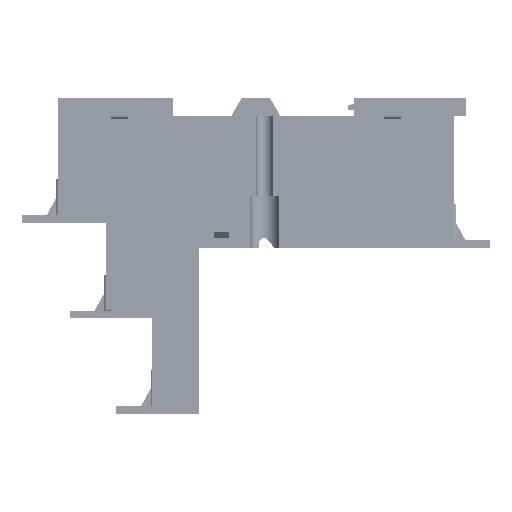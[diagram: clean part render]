
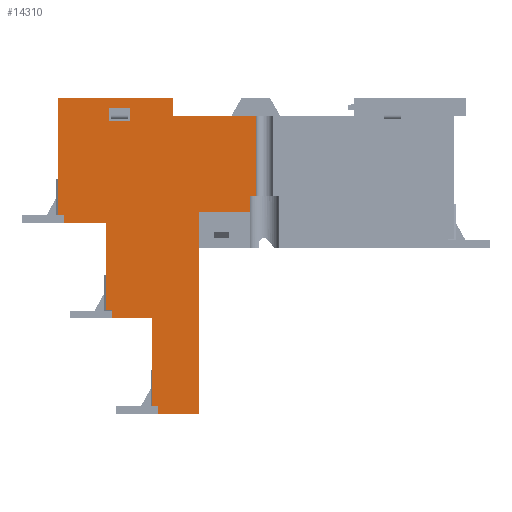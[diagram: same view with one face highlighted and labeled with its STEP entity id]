
A CAD part, front view. The second image highlights one B-rep face of the part: STEP entity #14310.
In plain terms, the highlighted planar face has unit normal (0, -1, 0).
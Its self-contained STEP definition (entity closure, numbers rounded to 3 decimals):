
#234=DIRECTION('',(-1.,0.,0.));
#235=VECTOR('',#234,8.1);
#236=CARTESIAN_POINT('',(9.3,0.,-24.3));
#237=LINE('',#236,#235);
#2168=DIRECTION('',(0.,0.,-1.));
#2169=VECTOR('',#2168,3.);
#2170=CARTESIAN_POINT('',(37.35,0.,-19.1));
#2171=LINE('',#2170,#2169);
#2188=DIRECTION('',(-1.,0.,0.));
#2189=VECTOR('',#2188,4.);
#2190=CARTESIAN_POINT('',(14.,0.,-2.));
#2191=LINE('',#2190,#2189);
#2200=DIRECTION('',(0.,0.,1.));
#2201=VECTOR('',#2200,2.5);
#2202=CARTESIAN_POINT('',(14.,0.,-4.5));
#2203=LINE('',#2202,#2201);
#2272=DIRECTION('',(1.,0.,0.));
#2273=VECTOR('',#2272,4.);
#2274=CARTESIAN_POINT('',(10.,0.,-4.5));
#2275=LINE('',#2274,#2273);
#2328=DIRECTION('',(0.,0.,-1.));
#2329=VECTOR('',#2328,2.5);
#2330=CARTESIAN_POINT('',(10.,0.,-2.));
#2331=LINE('',#2330,#2329);
#3330=DIRECTION('',(-1.,0.,0.));
#3331=VECTOR('',#3330,7.8);
#3332=CARTESIAN_POINT('',(18.3,0.,-42.9));
#3333=LINE('',#3332,#3331);
#3608=DIRECTION('',(0.,0.,1.));
#3609=VECTOR('',#3608,17.);
#3610=CARTESIAN_POINT('',(18.3,0.,-59.9));
#3611=LINE('',#3610,#3609);
#3636=DIRECTION('',(-1.,0.,0.));
#3637=VECTOR('',#3636,1.2);
#3638=CARTESIAN_POINT('',(19.5,0.,-59.9));
#3639=LINE('',#3638,#3637);
#3640=DIRECTION('',(0.,0.,1.));
#3641=VECTOR('',#3640,1.6);
#3642=CARTESIAN_POINT('',(19.5,0.,-61.5));
#3643=LINE('',#3642,#3641);
#3724=DIRECTION('',(-1.,0.,0.));
#3725=VECTOR('',#3724,8.);
#3726=CARTESIAN_POINT('',(27.5,0.,-61.5));
#3727=LINE('',#3726,#3725);
#3948=DIRECTION('',(0.,0.,-1.));
#3949=VECTOR('',#3948,39.4);
#3950=CARTESIAN_POINT('',(27.5,0.,-22.1));
#3951=LINE('',#3950,#3949);
#4021=DIRECTION('',(-1.,0.,0.));
#4022=VECTOR('',#4021,9.85);
#4023=CARTESIAN_POINT('',(37.35,0.,-22.1));
#4024=LINE('',#4023,#4022);
#4326=DIRECTION('',(0.,0.,1.));
#4327=VECTOR('',#4326,1.6);
#4328=CARTESIAN_POINT('',(10.5,0.,-42.9));
#4329=LINE('',#4328,#4327);
#4778=DIRECTION('',(0.,0.,1.));
#4779=VECTOR('',#4778,17.);
#4780=CARTESIAN_POINT('',(9.3,0.,-41.3));
#4781=LINE('',#4780,#4779);
#4806=DIRECTION('',(-1.,0.,0.));
#4807=VECTOR('',#4806,1.2);
#4808=CARTESIAN_POINT('',(10.5,0.,-41.3));
#4809=LINE('',#4808,#4807);
#4898=DIRECTION('',(1.,0.,0.));
#4899=VECTOR('',#4898,22.4);
#4900=CARTESIAN_POINT('',(0.,0.,0.));
#4901=LINE('',#4900,#4899);
#4970=DIRECTION('',(0.,0.,1.));
#4971=VECTOR('',#4970,22.7);
#4972=CARTESIAN_POINT('',(0.,0.,-22.7));
#4973=LINE('',#4972,#4971);
#5010=DIRECTION('',(-1.,0.,0.));
#5011=VECTOR('',#5010,1.2);
#5012=CARTESIAN_POINT('',(1.2,0.,-22.7));
#5013=LINE('',#5012,#5011);
#5014=DIRECTION('',(0.,0.,1.));
#5015=VECTOR('',#5014,1.6);
#5016=CARTESIAN_POINT('',(1.2,0.,-24.3));
#5017=LINE('',#5016,#5015);
#5610=DIRECTION('',(0.,0.,-1.));
#5611=VECTOR('',#5610,3.5);
#5612=CARTESIAN_POINT('',(22.4,0.,0.));
#5613=LINE('',#5612,#5611);
#5640=DIRECTION('',(1.,0.,0.));
#5641=VECTOR('',#5640,16.1);
#5642=CARTESIAN_POINT('',(22.4,0.,-3.5));
#5643=LINE('',#5642,#5641);
#6823=DIRECTION('',(-1.,0.,0.));
#6824=VECTOR('',#6823,1.15);
#6825=CARTESIAN_POINT('',(38.5,0.,-19.1));
#6826=LINE('',#6825,#6824);
#6836=DIRECTION('',(0.,0.,-1.));
#6837=VECTOR('',#6836,15.6);
#6838=CARTESIAN_POINT('',(38.5,0.,-3.5));
#6839=LINE('',#6838,#6837);
#8032=CARTESIAN_POINT('',(38.5,0.,-19.1));
#8033=CARTESIAN_POINT('',(37.35,0.,-19.1));
#8034=VERTEX_POINT('',#8032);
#8035=VERTEX_POINT('',#8033);
#8036=CARTESIAN_POINT('',(37.35,0.,-22.1));
#8037=VERTEX_POINT('',#8036);
#8038=CARTESIAN_POINT('',(27.5,0.,-22.1));
#8039=VERTEX_POINT('',#8038);
#8040=CARTESIAN_POINT('',(27.5,0.,-61.5));
#8041=VERTEX_POINT('',#8040);
#8042=CARTESIAN_POINT('',(19.5,0.,-61.5));
#8043=VERTEX_POINT('',#8042);
#8044=CARTESIAN_POINT('',(19.5,0.,-59.9));
#8045=VERTEX_POINT('',#8044);
#8046=CARTESIAN_POINT('',(18.3,0.,-59.9));
#8047=VERTEX_POINT('',#8046);
#8048=CARTESIAN_POINT('',(18.3,0.,-42.9));
#8049=VERTEX_POINT('',#8048);
#8050=CARTESIAN_POINT('',(10.5,0.,-42.9));
#8051=VERTEX_POINT('',#8050);
#8052=CARTESIAN_POINT('',(10.5,0.,-41.3));
#8053=VERTEX_POINT('',#8052);
#8054=CARTESIAN_POINT('',(9.3,0.,-41.3));
#8055=VERTEX_POINT('',#8054);
#8056=CARTESIAN_POINT('',(9.3,0.,-24.3));
#8057=VERTEX_POINT('',#8056);
#8058=CARTESIAN_POINT('',(1.2,0.,-24.3));
#8059=VERTEX_POINT('',#8058);
#8060=CARTESIAN_POINT('',(1.2,0.,-22.7));
#8061=VERTEX_POINT('',#8060);
#8062=CARTESIAN_POINT('',(0.,0.,-22.7));
#8063=VERTEX_POINT('',#8062);
#8064=CARTESIAN_POINT('',(0.,0.,0.));
#8065=VERTEX_POINT('',#8064);
#8066=CARTESIAN_POINT('',(22.4,0.,0.));
#8067=VERTEX_POINT('',#8066);
#8068=CARTESIAN_POINT('',(22.4,0.,-3.5));
#8069=VERTEX_POINT('',#8068);
#8070=CARTESIAN_POINT('',(38.5,0.,-3.5));
#8071=VERTEX_POINT('',#8070);
#8072=CARTESIAN_POINT('',(10.,0.,-2.));
#8073=CARTESIAN_POINT('',(10.,0.,-4.5));
#8074=VERTEX_POINT('',#8072);
#8075=VERTEX_POINT('',#8073);
#8076=CARTESIAN_POINT('',(14.,0.,-4.5));
#8077=VERTEX_POINT('',#8076);
#8078=CARTESIAN_POINT('',(14.,0.,-2.));
#8079=VERTEX_POINT('',#8078);
#14255=CARTESIAN_POINT('',(0.,0.,0.));
#14256=DIRECTION('',(0.,1.,0.));
#14257=DIRECTION('',(1.,0.,0.));
#14258=AXIS2_PLACEMENT_3D('',#14255,#14256,#14257);
#14259=PLANE('',#14258);
#14261=ORIENTED_EDGE('',*,*,#14260,.T.);
#14263=ORIENTED_EDGE('',*,*,#14262,.T.);
#14264=ORIENTED_EDGE('',*,*,#14245,.T.);
#14266=ORIENTED_EDGE('',*,*,#14265,.T.);
#14268=ORIENTED_EDGE('',*,*,#14267,.T.);
#14270=ORIENTED_EDGE('',*,*,#14269,.T.);
#14272=ORIENTED_EDGE('',*,*,#14271,.T.);
#14274=ORIENTED_EDGE('',*,*,#14273,.T.);
#14276=ORIENTED_EDGE('',*,*,#14275,.T.);
#14278=ORIENTED_EDGE('',*,*,#14277,.T.);
#14280=ORIENTED_EDGE('',*,*,#14279,.T.);
#14282=ORIENTED_EDGE('',*,*,#14281,.T.);
#14284=ORIENTED_EDGE('',*,*,#14283,.T.);
#14285=ORIENTED_EDGE('',*,*,#10881,.T.);
#14287=ORIENTED_EDGE('',*,*,#14286,.T.);
#14289=ORIENTED_EDGE('',*,*,#14288,.T.);
#14291=ORIENTED_EDGE('',*,*,#14290,.T.);
#14293=ORIENTED_EDGE('',*,*,#14292,.T.);
#14295=ORIENTED_EDGE('',*,*,#14294,.T.);
#14297=ORIENTED_EDGE('',*,*,#14296,.T.);
#14298=EDGE_LOOP('',(#14261,#14263,#14264,#14266,#14268,#14270,#14272,#14274,
#14276,#14278,#14280,#14282,#14284,#14285,#14287,#14289,#14291,#14293,#14295,
#14297));
#14299=FACE_OUTER_BOUND('',#14298,.F.);
#14301=ORIENTED_EDGE('',*,*,#14300,.T.);
#14303=ORIENTED_EDGE('',*,*,#14302,.T.);
#14305=ORIENTED_EDGE('',*,*,#14304,.T.);
#14307=ORIENTED_EDGE('',*,*,#14306,.T.);
#14308=EDGE_LOOP('',(#14301,#14303,#14305,#14307));
#14309=FACE_BOUND('',#14308,.F.);
#14310=ADVANCED_FACE('',(#14299,#14309),#14259,.F.);
#10881=EDGE_CURVE('',#8057,#8059,#237,.T.);
#14245=EDGE_CURVE('',#8035,#8037,#2171,.T.);
#14260=EDGE_CURVE('',#8071,#8034,#6839,.T.);
#14262=EDGE_CURVE('',#8034,#8035,#6826,.T.);
#14265=EDGE_CURVE('',#8037,#8039,#4024,.T.);
#14267=EDGE_CURVE('',#8039,#8041,#3951,.T.);
#14269=EDGE_CURVE('',#8041,#8043,#3727,.T.);
#14271=EDGE_CURVE('',#8043,#8045,#3643,.T.);
#14273=EDGE_CURVE('',#8045,#8047,#3639,.T.);
#14275=EDGE_CURVE('',#8047,#8049,#3611,.T.);
#14277=EDGE_CURVE('',#8049,#8051,#3333,.T.);
#14279=EDGE_CURVE('',#8051,#8053,#4329,.T.);
#14281=EDGE_CURVE('',#8053,#8055,#4809,.T.);
#14283=EDGE_CURVE('',#8055,#8057,#4781,.T.);
#14286=EDGE_CURVE('',#8059,#8061,#5017,.T.);
#14288=EDGE_CURVE('',#8061,#8063,#5013,.T.);
#14290=EDGE_CURVE('',#8063,#8065,#4973,.T.);
#14292=EDGE_CURVE('',#8065,#8067,#4901,.T.);
#14294=EDGE_CURVE('',#8067,#8069,#5613,.T.);
#14296=EDGE_CURVE('',#8069,#8071,#5643,.T.);
#14300=EDGE_CURVE('',#8079,#8074,#2191,.T.);
#14302=EDGE_CURVE('',#8074,#8075,#2331,.T.);
#14304=EDGE_CURVE('',#8075,#8077,#2275,.T.);
#14306=EDGE_CURVE('',#8077,#8079,#2203,.T.);
